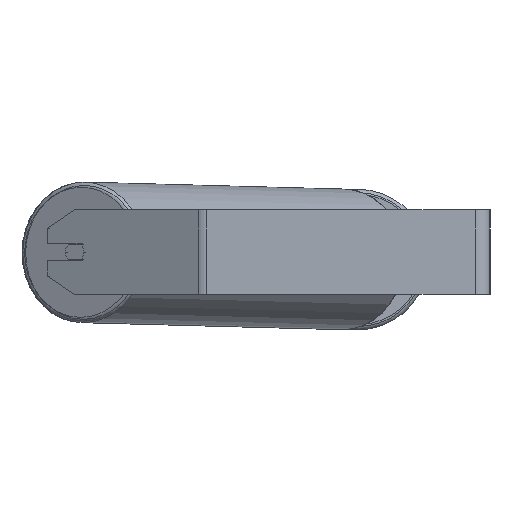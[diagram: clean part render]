
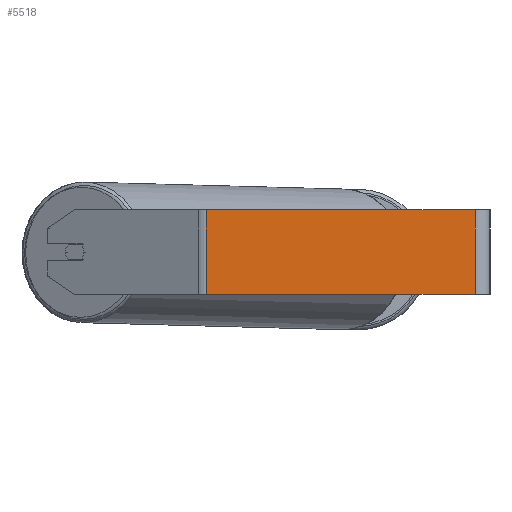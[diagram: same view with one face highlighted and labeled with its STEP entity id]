
A CAD part, left-side view. The second image highlights one B-rep face of the part: STEP entity #5518.
In plain terms, the highlighted planar face has unit normal (-1, 0, 0).
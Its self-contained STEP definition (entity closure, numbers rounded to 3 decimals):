
#410 = ORIENTED_EDGE ( 'NONE', *, *, #8309, .T. ) ;
#499 = CARTESIAN_POINT ( 'NONE',  ( -800., 14., 40. ) ) ;
#1266 = EDGE_CURVE ( 'NONE', #6712, #7464, #3642, .T. ) ;
#1306 = CARTESIAN_POINT ( 'NONE',  ( -800., 268.334, 40. ) ) ;
#1587 = AXIS2_PLACEMENT_3D ( 'NONE', #3757, #1794, #6579 ) ;
#1666 = VECTOR ( 'NONE', #3795, 1000. ) ;
#1794 = DIRECTION ( 'NONE',  ( 1., 0., 0. ) ) ;
#1920 = LINE ( 'NONE', #7931, #7881 ) ;
#2022 = DIRECTION ( 'NONE',  ( 0., 0., -1. ) ) ;
#2730 = ORIENTED_EDGE ( 'NONE', *, *, #3170, .F. ) ;
#3170 = EDGE_CURVE ( 'NONE', #3903, #4398, #1920, .T. ) ;
#3642 = LINE ( 'NONE', #4428, #4742 ) ;
#3757 = CARTESIAN_POINT ( 'NONE',  ( -800., 272.085, 40. ) ) ;
#3795 = DIRECTION ( 'NONE',  ( 0., 0., -1. ) ) ;
#3900 = VECTOR ( 'NONE', #2022, 1000. ) ;
#3903 = VERTEX_POINT ( 'NONE', #7693 ) ;
#3904 = CARTESIAN_POINT ( 'NONE',  ( -800., 14., -40. ) ) ;
#4398 = VERTEX_POINT ( 'NONE', #4923 ) ;
#4425 = EDGE_CURVE ( 'NONE', #4398, #7464, #4569, .T. ) ;
#4428 = CARTESIAN_POINT ( 'NONE',  ( -800., 272.085, -40. ) ) ;
#4569 = LINE ( 'NONE', #499, #1666 ) ;
#4742 = VECTOR ( 'NONE', #6305, 1000. ) ;
#4923 = CARTESIAN_POINT ( 'NONE',  ( -800., 14., 40. ) ) ;
#5215 = EDGE_LOOP ( 'NONE', ( #8578, #6127, #2730, #410 ) ) ;
#5518 = ADVANCED_FACE ( 'NONE', ( #7846 ), #8466, .F. ) ;
#6127 = ORIENTED_EDGE ( 'NONE', *, *, #4425, .F. ) ;
#6305 = DIRECTION ( 'NONE',  ( 0., -1., 0. ) ) ;
#6579 = DIRECTION ( 'NONE',  ( 0., 0., -1. ) ) ;
#6712 = VERTEX_POINT ( 'NONE', #7495 ) ;
#7373 = LINE ( 'NONE', #1306, #3900 ) ;
#7464 = VERTEX_POINT ( 'NONE', #3904 ) ;
#7495 = CARTESIAN_POINT ( 'NONE',  ( -800., 268.334, -40. ) ) ;
#7693 = CARTESIAN_POINT ( 'NONE',  ( -800., 268.334, 40. ) ) ;
#7846 = FACE_OUTER_BOUND ( 'NONE', #5215, .T. ) ;
#7881 = VECTOR ( 'NONE', #8014, 1000. ) ;
#7931 = CARTESIAN_POINT ( 'NONE',  ( -800., 272.085, 40. ) ) ;
#8014 = DIRECTION ( 'NONE',  ( 0., -1., 0. ) ) ;
#8309 = EDGE_CURVE ( 'NONE', #3903, #6712, #7373, .T. ) ;
#8466 = PLANE ( 'NONE',  #1587 ) ;
#8578 = ORIENTED_EDGE ( 'NONE', *, *, #1266, .T. ) ;
